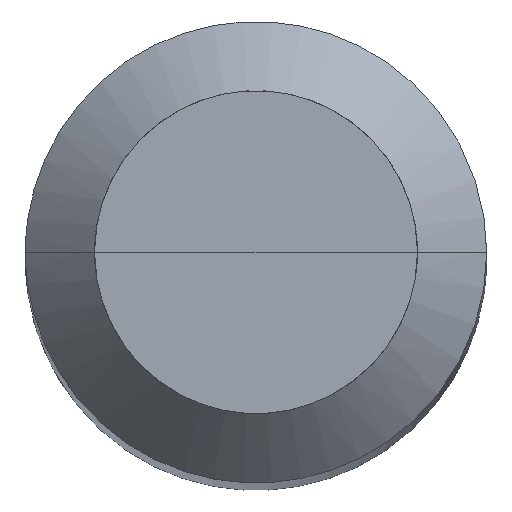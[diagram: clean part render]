
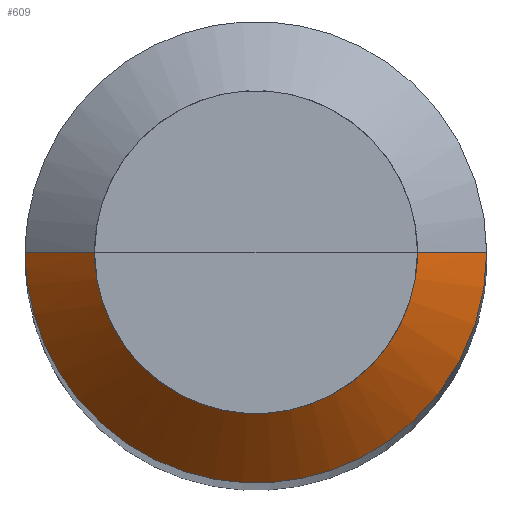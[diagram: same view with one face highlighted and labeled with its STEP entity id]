
A CAD part, top view. The second image highlights one B-rep face of the part: STEP entity #609.
In plain terms, the highlighted free-form (B-spline) face has degree [1, 2] with [2, 5] control points.
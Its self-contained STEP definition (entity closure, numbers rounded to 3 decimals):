
#226=CARTESIAN_POINT('',(2.0,0.0,36.869));
#230=CARTESIAN_POINT('',(-2.0,0.0,36.869));
#231=CARTESIAN_POINT('',(1.4,0.0,37.469));
#235=CARTESIAN_POINT('',(-1.4,0.0,37.469));
#243=CARTESIAN_POINT('',(-2.0,-2.0,36.869));
#244=CARTESIAN_POINT('',(0.0,-2.0,36.869));
#245=CARTESIAN_POINT('',(2.0,-2.0,36.869));
#246=CARTESIAN_POINT('',(-1.4,-1.4,37.469));
#247=CARTESIAN_POINT('',(0.0,-1.4,37.469));
#248=CARTESIAN_POINT('',(1.4,-1.4,37.469));
#590=(
BOUNDED_SURFACE()
B_SPLINE_SURFACE(1,2,(
(#230,#243,#244,#245,#226),
(#235,#246,#247,#248,#231)
), .UNSPECIFIED.,.F.,.F.,.F.)
B_SPLINE_SURFACE_WITH_KNOTS((2,2),(3,2,3),(
0.0,1.0),(
0.0,0.5,1.0), .UNSPECIFIED.)
GEOMETRIC_REPRESENTATION_ITEM()
RATIONAL_B_SPLINE_SURFACE(((1.0,0.707,1.0,0.707,1.0),
(1.0,0.707,1.0,0.707,1.0)
))
REPRESENTATION_ITEM('')
SURFACE()
);
#591=(
BOUNDED_CURVE()
B_SPLINE_CURVE(2,(#235,#246,#247,#248,#231),.UNSPECIFIED.,.F.,.F.)
B_SPLINE_CURVE_WITH_KNOTS((3,2,3),
(0.0,0.5,1.0),.UNSPECIFIED.)
CURVE()
GEOMETRIC_REPRESENTATION_ITEM()
RATIONAL_B_SPLINE_CURVE((1.0,0.707,1.0,0.707,1.0))
REPRESENTATION_ITEM('')
);
#592=(
BOUNDED_CURVE()
B_SPLINE_CURVE(1,(#231,#226),.UNSPECIFIED.,.F.,.F.)
B_SPLINE_CURVE_WITH_KNOTS((2,2),
(0.0,1.0),.UNSPECIFIED.)
CURVE()
GEOMETRIC_REPRESENTATION_ITEM()
RATIONAL_B_SPLINE_CURVE((1.0,1.0))
REPRESENTATION_ITEM('')
);
#593=(
BOUNDED_CURVE()
B_SPLINE_CURVE(2,(#226,#245,#244,#243,#230),.UNSPECIFIED.,.F.,.F.)
B_SPLINE_CURVE_WITH_KNOTS((3,2,3),
(0.0,0.5,1.0),.UNSPECIFIED.)
CURVE()
GEOMETRIC_REPRESENTATION_ITEM()
RATIONAL_B_SPLINE_CURVE((1.0,0.707,1.0,0.707,1.0))
REPRESENTATION_ITEM('')
);
#594=(
BOUNDED_CURVE()
B_SPLINE_CURVE(1,(#230,#235),.UNSPECIFIED.,.F.,.F.)
B_SPLINE_CURVE_WITH_KNOTS((2,2),
(0.0,1.0),.UNSPECIFIED.)
CURVE()
GEOMETRIC_REPRESENTATION_ITEM()
RATIONAL_B_SPLINE_CURVE((1.0,1.0))
REPRESENTATION_ITEM('')
);
#595=VERTEX_POINT('',#226);
#596=VERTEX_POINT('',#230);
#597=VERTEX_POINT('',#231);
#598=VERTEX_POINT('',#235);
#599=EDGE_CURVE('',#598,#597,#591,.T.);
#600=EDGE_CURVE('',#597,#595,#592,.T.);
#601=EDGE_CURVE('',#595,#596,#593,.T.);
#602=EDGE_CURVE('',#596,#598,#594,.T.);
#603=ORIENTED_EDGE('',*,*,#599,.T.);
#604=ORIENTED_EDGE('',*,*,#600,.T.);
#605=ORIENTED_EDGE('',*,*,#601,.T.);
#606=ORIENTED_EDGE('',*,*,#602,.T.);
#607=EDGE_LOOP('',(#603,#604,#605,#606));
#608=FACE_OUTER_BOUND('',#607,.T.);
#609=ADVANCED_FACE('',(#608),#590,.T.);
